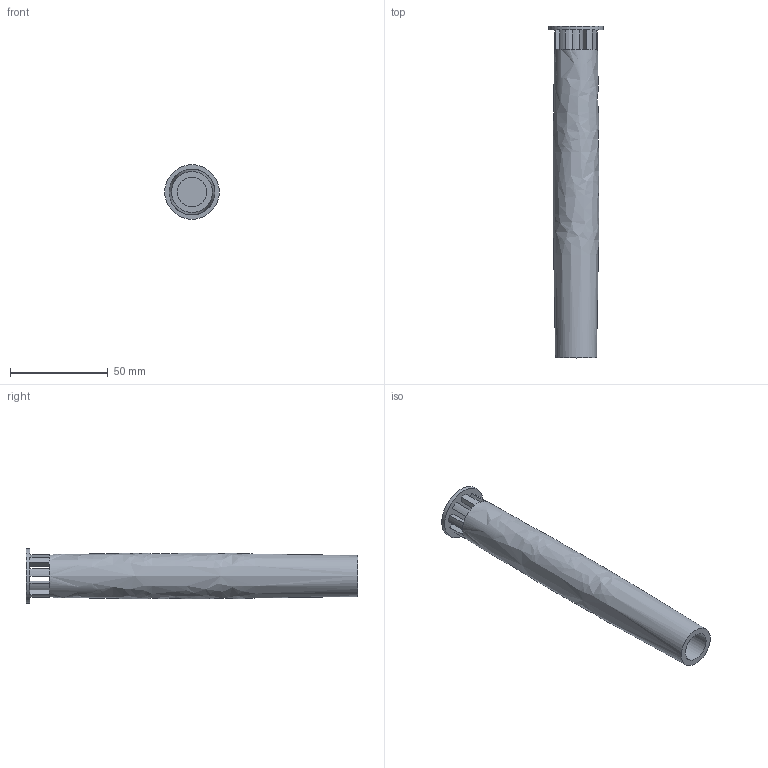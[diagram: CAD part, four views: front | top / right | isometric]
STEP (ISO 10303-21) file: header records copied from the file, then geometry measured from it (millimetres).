
FILE_DESCRIPTION(/* description */ ('','CAx-IF Rec.Pracs.---Representation and Presentation of Product Manufacturing Information (PMI)---4.0---2014-10-13'),/* implementation_level */ '2;1');
FILE_NAME(/* name */ 'Geschirrspueler_Stopfen_v1.step',/* time_stamp */ '2025-03-29T02:35:27+01:00',/* author */ (''),/* organization */ (''),/* preprocessor_version */ 'ST-DEVELOPER v20',/* originating_system */ 'Autodesk Translation Framework v13.20.0.188',/* authorisation */ '');
FILE_SCHEMA (('AP242_MANAGED_MODEL_BASED_3D_ENGINEERING_MIM_LF { 1 0 10303 442 1 1 4 }'));
Length unit declared in the file: millimetre
Products named in the file (1): Geschirrspueler_Stopfen
Bounding box: 28 x 170 x 28 mm (x, y, z)
Volume: 38977 mm3; surface area: 21560 mm2
Topology: 1 solids, 1 shells, 42 faces, 124 edges, 76 vertices
Faces by surface type: plane 30, cylinder 11, bspline 1
Full cylindrical faces by diameter (mm): 15 x1, 28 x1
Entity records: 1535 total; most frequent: CARTESIAN_POINT 317, DIRECTION 256, ORIENTED_EDGE 248, EDGE_CURVE 124, AXIS2_PLACEMENT_3D 91, VERTEX_POINT 76, LINE 74, VECTOR 74
